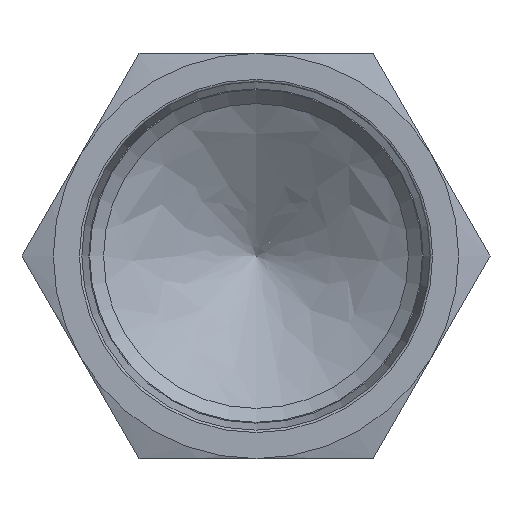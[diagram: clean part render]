
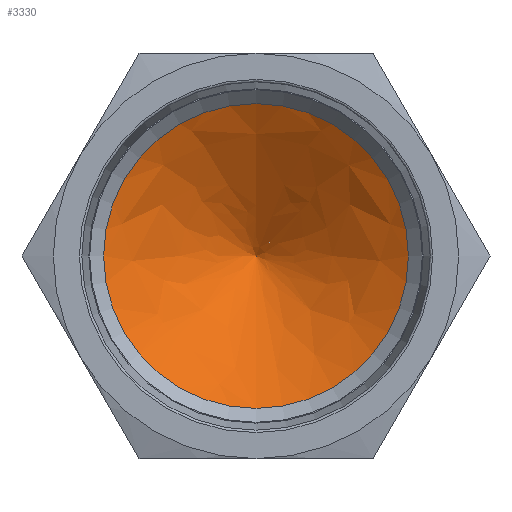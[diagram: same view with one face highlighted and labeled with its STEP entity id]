
A CAD part, left-side view. The second image highlights one B-rep face of the part: STEP entity #3330.
In plain terms, the highlighted free-form (B-spline) face has degree [1, 2] with [2, 9] control points.
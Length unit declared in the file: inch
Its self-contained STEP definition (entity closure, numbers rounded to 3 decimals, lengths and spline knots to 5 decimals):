
#3286=CARTESIAN_POINT('',(0.906,0.0,0.611));
#3287=VERTEX_POINT('',#3286);
#3288=CARTESIAN_POINT('',(0.906,0.0,0.0));
#3289=DIRECTION('',(-1.0,0.0,0.0));
#3290=DIRECTION('',(0.0,0.0,1.0));
#3291=AXIS2_PLACEMENT_3D('',#3288,#3289,#3290);
#3292=CIRCLE('',#3291,0.611);
#3293=EDGE_CURVE('',#3287,#3287,#3292,.T.);
#3301=CARTESIAN_POINT('',(0.906,0.,-0.611));
#3302=CARTESIAN_POINT('',(1.27313,0.0,0.0));
#3303=CARTESIAN_POINT('',(0.906,-0.611,-0.611));
#3304=CARTESIAN_POINT('',(1.27313,0.0,0.0));
#3305=CARTESIAN_POINT('',(0.906,-0.611,0.));
#3306=CARTESIAN_POINT('',(1.27313,0.0,0.0));
#3307=CARTESIAN_POINT('',(0.906,-0.611,0.611));
#3308=CARTESIAN_POINT('',(1.27313,0.0,0.0));
#3309=CARTESIAN_POINT('',(0.906,0.,0.611));
#3310=CARTESIAN_POINT('',(1.27313,0.0,0.0));
#3311=CARTESIAN_POINT('',(0.906,0.611,0.611));
#3312=CARTESIAN_POINT('',(1.27313,0.0,0.0));
#3313=CARTESIAN_POINT('',(0.906,0.611,0.));
#3314=CARTESIAN_POINT('',(1.27313,0.0,0.0));
#3315=CARTESIAN_POINT('',(0.906,0.611,-0.611));
#3316=CARTESIAN_POINT('',(1.27313,0.0,0.0));
#3317=CARTESIAN_POINT('',(0.906,0.,-0.611));
#3318=CARTESIAN_POINT('',(1.27313,0.0,0.0));
#3326=(BOUNDED_SURFACE()B_SPLINE_SURFACE(1,2,((#3301,#3303,#3305,#3307,#3309,#3311,#3313,#3315,#3317),(#3302,#3304,#3306,#3308,#3310,#3312,#3314,#3316,#3318)),.UNSPECIFIED.,.F.,.T.,.U.)B_SPLINE_SURFACE_WITH_KNOTS((2,2),(3,2,2,2,3),(-1.16663,1.16663),(0.0,0.47988,0.95976,1.43963,1.91951),.UNSPECIFIED.)GEOMETRIC_REPRESENTATION_ITEM()RATIONAL_B_SPLINE_SURFACE(((1.0,0.707,1.0,0.707,1.0,0.707,1.0,0.707,1.0),(1.0,0.707,1.0,0.707,1.0,0.707,1.0,0.707,1.0)))REPRESENTATION_ITEM('')SURFACE());
#3327=ORIENTED_EDGE('',*,*,#3293,.T.);
#3328=EDGE_LOOP('',(#3327));
#3329=FACE_OUTER_BOUND('',#3328,.T.);
#3330=ADVANCED_FACE('',(#3329),#3326,.F.);
